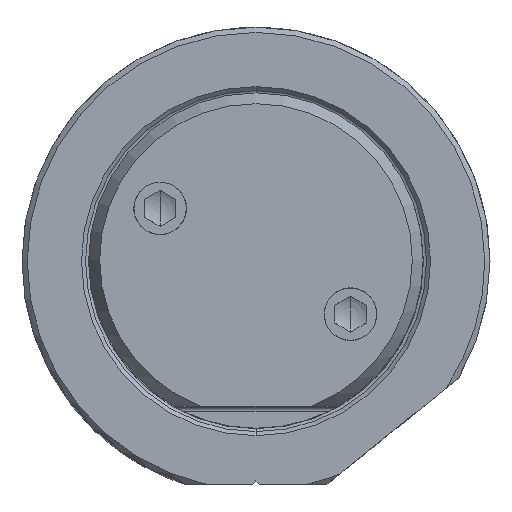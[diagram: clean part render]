
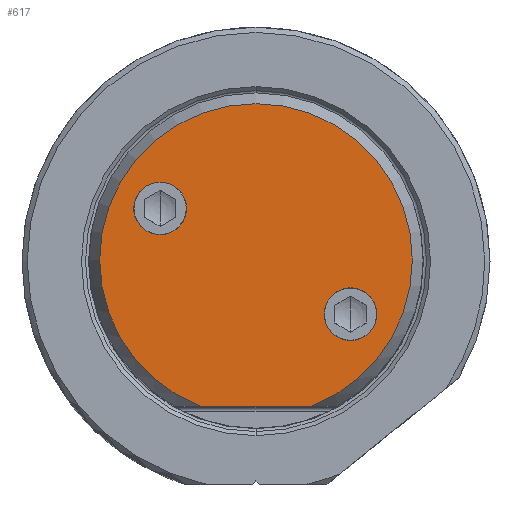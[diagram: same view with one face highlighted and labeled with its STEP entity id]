
A CAD part, top view. The second image highlights one B-rep face of the part: STEP entity #617.
In plain terms, the highlighted planar face has unit normal (0, 0, 1).
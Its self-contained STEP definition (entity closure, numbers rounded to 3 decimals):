
#105=PLANE('',#5717);
#617=ADVANCED_FACE('',(#919,#920,#921),#105,.T.);
#919=FACE_BOUND('',#1044,.T.);
#920=FACE_BOUND('',#1045,.T.);
#921=FACE_BOUND('',#1046,.T.);
#1044=EDGE_LOOP('',(#2855,#2856,#2857,#2858));
#1045=EDGE_LOOP('',(#2859,#2860,#2861,#2862,#2863));
#1046=EDGE_LOOP('',(#2864,#2865,#2866,#2867,#2868));
#1380=LINE('',#11930,#1685);
#1685=VECTOR('',#6724,1.);
#1977=CIRCLE('',#5707,14.847);
#1978=CIRCLE('',#5708,14.847);
#1979=CIRCLE('',#5709,14.847);
#1980=CIRCLE('',#5711,2.5);
#1981=CIRCLE('',#5712,2.5);
#1982=CIRCLE('',#5713,2.5);
#1983=CIRCLE('',#5714,2.5);
#1984=CIRCLE('',#5715,2.5);
#1985=CIRCLE('',#5716,2.5);
#2855=ORIENTED_EDGE('',*,*,#4731,.T.);
#2856=ORIENTED_EDGE('',*,*,#4730,.T.);
#2857=ORIENTED_EDGE('',*,*,#4727,.T.);
#2858=ORIENTED_EDGE('',*,*,#4732,.T.);
#2859=ORIENTED_EDGE('',*,*,#4733,.T.);
#2860=ORIENTED_EDGE('',*,*,#4734,.F.);
#2861=ORIENTED_EDGE('',*,*,#4735,.F.);
#2862=ORIENTED_EDGE('',*,*,#4736,.T.);
#2863=ORIENTED_EDGE('',*,*,#4737,.T.);
#2864=ORIENTED_EDGE('',*,*,#4738,.F.);
#2865=ORIENTED_EDGE('',*,*,#4739,.F.);
#2866=ORIENTED_EDGE('',*,*,#4740,.T.);
#2867=ORIENTED_EDGE('',*,*,#4741,.T.);
#2868=ORIENTED_EDGE('',*,*,#4742,.T.);
#4080=VERTEX_POINT('',#11931);
#4081=VERTEX_POINT('',#11932);
#4082=VERTEX_POINT('',#11943);
#4083=VERTEX_POINT('',#11945);
#4084=VERTEX_POINT('',#11949);
#4085=VERTEX_POINT('',#11950);
#4086=VERTEX_POINT('',#11955);
#4087=VERTEX_POINT('',#11960);
#4088=VERTEX_POINT('',#11962);
#4089=VERTEX_POINT('',#11968);
#4090=VERTEX_POINT('',#11969);
#4091=VERTEX_POINT('',#11974);
#4092=VERTEX_POINT('',#11976);
#4093=VERTEX_POINT('',#11978);
#4727=EDGE_CURVE('',#4080,#4081,#1380,.T.);
#4730=EDGE_CURVE('',#4082,#4080,#1977,.T.);
#4731=EDGE_CURVE('',#4083,#4082,#1978,.T.);
#4732=EDGE_CURVE('',#4081,#4083,#1979,.T.);
#4733=EDGE_CURVE('',#4084,#4085,#1980,.T.);
#4734=EDGE_CURVE('',#4086,#4085,#5282,.T.);
#4735=EDGE_CURVE('',#4087,#4086,#5283,.T.);
#4736=EDGE_CURVE('',#4087,#4088,#1981,.T.);
#4737=EDGE_CURVE('',#4088,#4084,#1982,.T.);
#4738=EDGE_CURVE('',#4089,#4090,#5284,.T.);
#4739=EDGE_CURVE('',#4091,#4089,#5285,.T.);
#4740=EDGE_CURVE('',#4091,#4092,#1983,.T.);
#4741=EDGE_CURVE('',#4092,#4093,#1984,.T.);
#4742=EDGE_CURVE('',#4093,#4090,#1985,.T.);
#5282=B_SPLINE_CURVE_WITH_KNOTS('',3,(#11951,#11952,#11953,#11954),
 .UNSPECIFIED.,.F.,.F.,(4,4),(0.,1.),.UNSPECIFIED.);
#5283=B_SPLINE_CURVE_WITH_KNOTS('',3,(#11956,#11957,#11958,#11959),
 .UNSPECIFIED.,.F.,.F.,(4,4),(0.,1.),.UNSPECIFIED.);
#5284=B_SPLINE_CURVE_WITH_KNOTS('',3,(#11964,#11965,#11966,#11967),
 .UNSPECIFIED.,.F.,.F.,(4,4),(0.,1.),.UNSPECIFIED.);
#5285=B_SPLINE_CURVE_WITH_KNOTS('',3,(#11970,#11971,#11972,#11973),
 .UNSPECIFIED.,.F.,.F.,(4,4),(0.,1.),.UNSPECIFIED.);
#5707=AXIS2_PLACEMENT_3D('',#11942,#6727,#6728);
#5708=AXIS2_PLACEMENT_3D('',#11944,#6729,#6730);
#5709=AXIS2_PLACEMENT_3D('',#11946,#6731,#6732);
#5711=AXIS2_PLACEMENT_3D('',#11948,#6735,#6736);
#5712=AXIS2_PLACEMENT_3D('',#11961,#6737,#6738);
#5713=AXIS2_PLACEMENT_3D('',#11963,#6739,#6740);
#5714=AXIS2_PLACEMENT_3D('',#11975,#6741,#6742);
#5715=AXIS2_PLACEMENT_3D('',#11977,#6743,#6744);
#5716=AXIS2_PLACEMENT_3D('',#11979,#6745,#6746);
#5717=AXIS2_PLACEMENT_3D('',#11980,#6747,#6748);
#6724=DIRECTION('',(1.,0.,0.));
#6727=DIRECTION('',(0.,0.,1.));
#6728=DIRECTION('',(-1.,0.,0.));
#6729=DIRECTION('',(0.,0.,1.));
#6730=DIRECTION('',(1.,0.,0.));
#6731=DIRECTION('',(0.,0.,1.));
#6732=DIRECTION('',(0.356,-0.935,0.));
#6735=DIRECTION('',(0.,0.,-1.));
#6736=DIRECTION('',(1.,0.,0.));
#6737=DIRECTION('',(0.,0.,-1.));
#6738=DIRECTION('',(-0.937,-0.35,0.));
#6739=DIRECTION('',(0.,0.,-1.));
#6740=DIRECTION('',(-1.,0.,0.));
#6741=DIRECTION('',(0.,0.,-1.));
#6742=DIRECTION('',(0.946,0.325,0.));
#6743=DIRECTION('',(0.,0.,-1.));
#6744=DIRECTION('',(1.,0.,0.));
#6745=DIRECTION('',(0.,0.,-1.));
#6746=DIRECTION('',(-1.,0.,0.));
#6747=DIRECTION('',(0.,0.,1.));
#6748=DIRECTION('',(1.,0.,0.));
#11930=CARTESIAN_POINT('',(-5.284,-13.875,60.33));
#11931=CARTESIAN_POINT('',(-5.284,-13.875,60.33));
#11932=CARTESIAN_POINT('',(5.284,-13.875,60.33));
#11942=CARTESIAN_POINT('',(0.,0.,60.33));
#11943=CARTESIAN_POINT('',(-14.847,0.,60.33));
#11944=CARTESIAN_POINT('',(0.,0.,60.33));
#11945=CARTESIAN_POINT('',(14.847,0.,60.33));
#11946=CARTESIAN_POINT('',(0.,0.,60.33));
#11948=CARTESIAN_POINT('',(-9.107,4.904,60.33));
#11949=CARTESIAN_POINT('',(-6.607,4.904,60.33));
#11950=CARTESIAN_POINT('',(-11.188,3.518,60.33));
#11951=CARTESIAN_POINT('',(-11.322,3.736,60.33));
#11952=CARTESIAN_POINT('',(-11.282,3.66,60.33));
#11953=CARTESIAN_POINT('',(-11.237,3.588,60.33));
#11954=CARTESIAN_POINT('',(-11.188,3.518,60.33));
#11955=CARTESIAN_POINT('',(-11.322,3.736,60.33));
#11956=CARTESIAN_POINT('',(-11.449,4.03,60.33));
#11957=CARTESIAN_POINT('',(-11.415,3.928,60.33));
#11958=CARTESIAN_POINT('',(-11.372,3.83,60.33));
#11959=CARTESIAN_POINT('',(-11.322,3.736,60.33));
#11960=CARTESIAN_POINT('',(-11.449,4.03,60.33));
#11961=CARTESIAN_POINT('',(-9.107,4.904,60.33));
#11962=CARTESIAN_POINT('',(-11.607,4.904,60.33));
#11963=CARTESIAN_POINT('',(-9.107,4.904,60.33));
#11964=CARTESIAN_POINT('',(11.22,-4.031,60.33));
#11965=CARTESIAN_POINT('',(11.182,-3.955,60.33));
#11966=CARTESIAN_POINT('',(11.14,-3.881,60.33));
#11967=CARTESIAN_POINT('',(11.092,-3.81,60.33));
#11968=CARTESIAN_POINT('',(11.22,-4.031,60.33));
#11969=CARTESIAN_POINT('',(11.092,-3.81,60.33));
#11970=CARTESIAN_POINT('',(11.34,-4.328,60.33));
#11971=CARTESIAN_POINT('',(11.308,-4.226,60.33));
#11972=CARTESIAN_POINT('',(11.268,-4.126,60.33));
#11973=CARTESIAN_POINT('',(11.22,-4.031,60.33));
#11974=CARTESIAN_POINT('',(11.34,-4.328,60.33));
#11975=CARTESIAN_POINT('',(8.976,-5.141,60.33));
#11976=CARTESIAN_POINT('',(11.476,-5.141,60.33));
#11977=CARTESIAN_POINT('',(8.976,-5.141,60.33));
#11978=CARTESIAN_POINT('',(6.476,-5.141,60.33));
#11979=CARTESIAN_POINT('',(8.976,-5.141,60.33));
#11980=CARTESIAN_POINT('',(0.,0.486,60.33));
